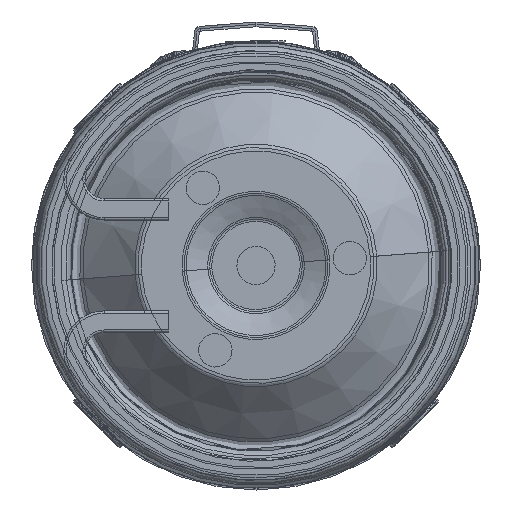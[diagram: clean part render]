
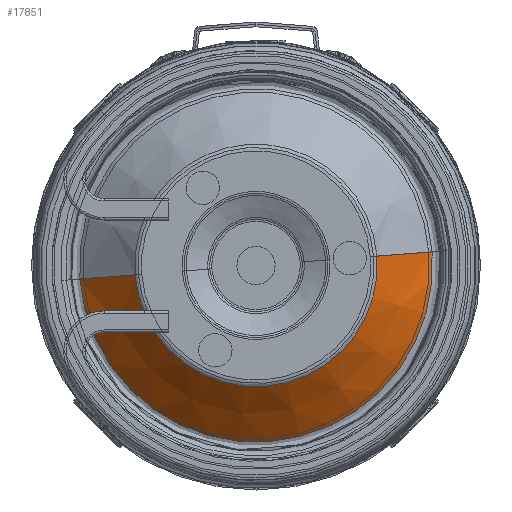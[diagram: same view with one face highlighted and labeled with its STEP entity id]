
A CAD part, front view. The second image highlights one B-rep face of the part: STEP entity #17851.
In plain terms, the highlighted conical face has half-angle 46.546 degrees and reference radius 25.375 mm.
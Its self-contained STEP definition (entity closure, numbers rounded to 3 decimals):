
#380 = CARTESIAN_POINT ( 'NONE',  ( 0., 11.526, 0. ) ) ;
#1334 = VERTEX_POINT ( 'NONE', #29800 ) ;
#2022 = VECTOR ( 'NONE', #10823, 1000. ) ;
#2300 = DIRECTION ( 'NONE',  ( 0., 1., 0. ) ) ;
#2703 = DIRECTION ( 'NONE',  ( 0., 0., 1. ) ) ;
#4647 = AXIS2_PLACEMENT_3D ( 'NONE', #380, #12623, #6607 ) ;
#4764 = CARTESIAN_POINT ( 'NONE',  ( 0., 11.526, -36.962 ) ) ;
#6607 = DIRECTION ( 'NONE',  ( 0., 0., 1. ) ) ;
#8510 = FACE_OUTER_BOUND ( 'NONE', #13472, .T. ) ;
#10538 = EDGE_CURVE ( 'NONE', #31577, #26475, #39185, .T. ) ;
#10823 = DIRECTION ( 'NONE',  ( 0., 0.688, 0.726 ) ) ;
#11445 = CONICAL_SURFACE ( 'NONE', #16574, 25.376, 0.812 ) ;
#12302 = DIRECTION ( 'NONE',  ( 0., 0.688, -0.726 ) ) ;
#12500 = LINE ( 'NONE', #25327, #39049 ) ;
#12623 = DIRECTION ( 'NONE',  ( 0., 1., 0. ) ) ;
#13472 = EDGE_LOOP ( 'NONE', ( #17189, #16761, #25699, #20881 ) ) ;
#13584 = AXIS2_PLACEMENT_3D ( 'NONE', #13750, #29146, #19727 ) ;
#13733 = EDGE_CURVE ( 'NONE', #1334, #17331, #14857, .T. ) ;
#13750 = CARTESIAN_POINT ( 'NONE',  ( 0., 0.548, 0. ) ) ;
#14857 = CIRCLE ( 'NONE', #13584, 25.376 ) ;
#16574 = AXIS2_PLACEMENT_3D ( 'NONE', #35757, #2300, #2703 ) ;
#16761 = ORIENTED_EDGE ( 'NONE', *, *, #13733, .T. ) ;
#17189 = ORIENTED_EDGE ( 'NONE', *, *, #32206, .F. ) ;
#17331 = VERTEX_POINT ( 'NONE', #33732 ) ;
#17851 = ADVANCED_FACE ( 'NONE', ( #8510 ), #11445, .T. ) ;
#19727 = DIRECTION ( 'NONE',  ( 0., 0., 1. ) ) ;
#20881 = ORIENTED_EDGE ( 'NONE', *, *, #10538, .F. ) ;
#22455 = CARTESIAN_POINT ( 'NONE',  ( 0., 0.548, 25.376 ) ) ;
#25327 = CARTESIAN_POINT ( 'NONE',  ( 0., 0.548, -25.376 ) ) ;
#25699 = ORIENTED_EDGE ( 'NONE', *, *, #38934, .T. ) ;
#26475 = VERTEX_POINT ( 'NONE', #37064 ) ;
#29146 = DIRECTION ( 'NONE',  ( 0., 1., 0. ) ) ;
#29800 = CARTESIAN_POINT ( 'NONE',  ( 0., 0.548, -25.376 ) ) ;
#31577 = VERTEX_POINT ( 'NONE', #4764 ) ;
#32206 = EDGE_CURVE ( 'NONE', #1334, #31577, #12500, .T. ) ;
#33732 = CARTESIAN_POINT ( 'NONE',  ( 0., 0.548, 25.376 ) ) ;
#35757 = CARTESIAN_POINT ( 'NONE',  ( 0., 0.548, 0. ) ) ;
#37064 = CARTESIAN_POINT ( 'NONE',  ( 0., 11.526, 36.962 ) ) ;
#38270 = LINE ( 'NONE', #22455, #2022 ) ;
#38934 = EDGE_CURVE ( 'NONE', #17331, #26475, #38270, .T. ) ;
#39049 = VECTOR ( 'NONE', #12302, 1000. ) ;
#39185 = CIRCLE ( 'NONE', #4647, 36.962 ) ;
